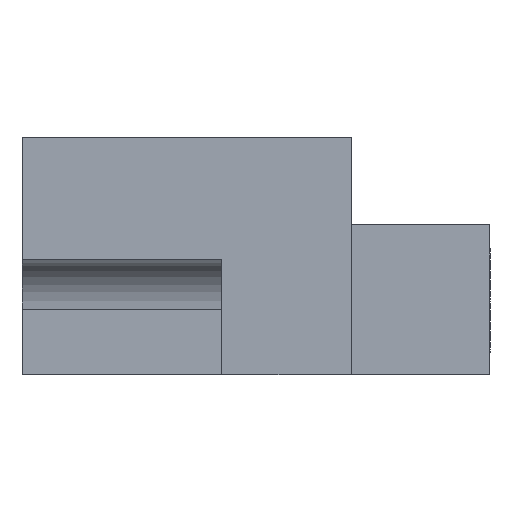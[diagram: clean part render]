
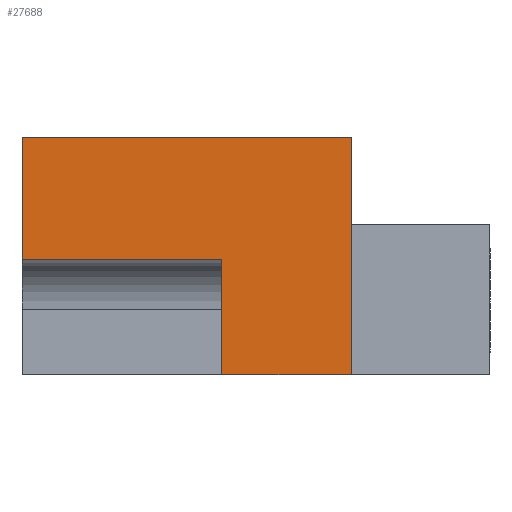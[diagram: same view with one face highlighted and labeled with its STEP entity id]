
A CAD part, left-side view. The second image highlights one B-rep face of the part: STEP entity #27688.
In plain terms, the highlighted planar face has unit normal (-1, 0, 0).
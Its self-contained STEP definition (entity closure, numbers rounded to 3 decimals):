
#672 = CARTESIAN_POINT ( 'NONE',  ( 0., 8.255, -7.772 ) ) ;
#2214 = LINE ( 'NONE', #13147, #20629 ) ;
#2847 = EDGE_CURVE ( 'NONE', #32610, #34589, #2214, .T. ) ;
#3572 = VECTOR ( 'NONE', #10590, 1000. ) ;
#4278 = ORIENTED_EDGE ( 'NONE', *, *, #34886, .F. ) ;
#5122 = VERTEX_POINT ( 'NONE', #45673 ) ;
#5940 = VERTEX_POINT ( 'NONE', #35440 ) ;
#6278 = PLANE ( 'NONE',  #33768 ) ;
#7922 = CARTESIAN_POINT ( 'NONE',  ( 0., 8.255, -7.772 ) ) ;
#10391 = EDGE_CURVE ( 'NONE', #5122, #15392, #37591, .T. ) ;
#10590 = DIRECTION ( 'NONE',  ( 0., 1., 0. ) ) ;
#13147 = CARTESIAN_POINT ( 'NONE',  ( 0., 0., 0. ) ) ;
#13538 = CARTESIAN_POINT ( 'NONE',  ( 0., 0., 0. ) ) ;
#15392 = VERTEX_POINT ( 'NONE', #40762 ) ;
#16170 = LINE ( 'NONE', #44208, #39102 ) ;
#18031 = ORIENTED_EDGE ( 'NONE', *, *, #10391, .F. ) ;
#18132 = EDGE_CURVE ( 'NONE', #5940, #28547, #16170, .T. ) ;
#18818 = DIRECTION ( 'NONE',  ( 0., -1., 0. ) ) ;
#20458 = ORIENTED_EDGE ( 'NONE', *, *, #21050, .F. ) ;
#20629 = VECTOR ( 'NONE', #39263, 1000. ) ;
#20749 = DIRECTION ( 'NONE',  ( 0., 0., -1. ) ) ;
#20968 = VECTOR ( 'NONE', #18818, 1000. ) ;
#21050 = EDGE_CURVE ( 'NONE', #28547, #5122, #44552, .T. ) ;
#21521 = LINE ( 'NONE', #37528, #20968 ) ;
#21950 = ORIENTED_EDGE ( 'NONE', *, *, #2847, .F. ) ;
#25928 = DIRECTION ( 'NONE',  ( 0., 1., 0. ) ) ;
#26551 = DIRECTION ( 'NONE',  ( 0., 0., 1. ) ) ;
#27688 = ADVANCED_FACE ( 'NONE', ( #44393 ), #6278, .F. ) ;
#28547 = VERTEX_POINT ( 'NONE', #7922 ) ;
#31171 = ORIENTED_EDGE ( 'NONE', *, *, #18132, .F. ) ;
#32610 = VERTEX_POINT ( 'NONE', #13538 ) ;
#33768 = AXIS2_PLACEMENT_3D ( 'NONE', #35320, #34998, #20749 ) ;
#34538 = DIRECTION ( 'NONE',  ( 0., 0., 1. ) ) ;
#34589 = VERTEX_POINT ( 'NONE', #34650 ) ;
#34650 = CARTESIAN_POINT ( 'NONE',  ( 0., 0., -15.088 ) ) ;
#34674 = VECTOR ( 'NONE', #34538, 1000. ) ;
#34886 = EDGE_CURVE ( 'NONE', #15392, #32610, #21521, .T. ) ;
#34998 = DIRECTION ( 'NONE',  ( 1., 0., 0. ) ) ;
#35320 = CARTESIAN_POINT ( 'NONE',  ( 0., 0., 0. ) ) ;
#35440 = CARTESIAN_POINT ( 'NONE',  ( 0., 8.255, -15.088 ) ) ;
#35562 = ORIENTED_EDGE ( 'NONE', *, *, #38145, .F. ) ;
#37528 = CARTESIAN_POINT ( 'NONE',  ( 0., 11.506, 0. ) ) ;
#37591 = LINE ( 'NONE', #38398, #34674 ) ;
#38145 = EDGE_CURVE ( 'NONE', #34589, #5940, #38575, .T. ) ;
#38398 = CARTESIAN_POINT ( 'NONE',  ( 0., 20.955, -15.088 ) ) ;
#38575 = LINE ( 'NONE', #43315, #3572 ) ;
#39102 = VECTOR ( 'NONE', #26551, 1000. ) ;
#39263 = DIRECTION ( 'NONE',  ( 0., 0., -1. ) ) ;
#40762 = CARTESIAN_POINT ( 'NONE',  ( 0., 20.955, 0. ) ) ;
#42233 = EDGE_LOOP ( 'NONE', ( #35562, #21950, #4278, #18031, #20458, #31171 ) ) ;
#43315 = CARTESIAN_POINT ( 'NONE',  ( 0., -8.814, -15.088 ) ) ;
#44208 = CARTESIAN_POINT ( 'NONE',  ( 0., 8.255, -15.088 ) ) ;
#44393 = FACE_OUTER_BOUND ( 'NONE', #42233, .T. ) ;
#44552 = LINE ( 'NONE', #672, #47473 ) ;
#45673 = CARTESIAN_POINT ( 'NONE',  ( 0., 20.955, -7.772 ) ) ;
#47473 = VECTOR ( 'NONE', #25928, 1000. ) ;
